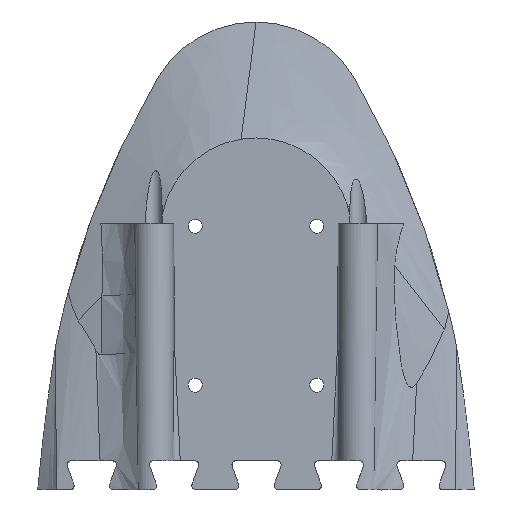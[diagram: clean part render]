
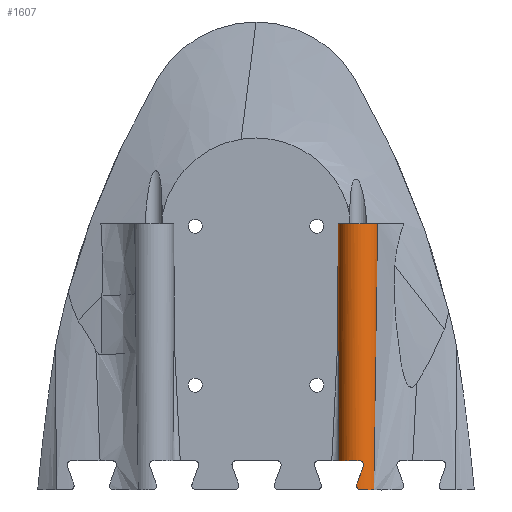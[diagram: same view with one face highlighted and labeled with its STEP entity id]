
A CAD part, front view. The second image highlights one B-rep face of the part: STEP entity #1607.
In plain terms, the highlighted cylindrical face has radius 7 mm (diameter 14 mm), a partial arc.
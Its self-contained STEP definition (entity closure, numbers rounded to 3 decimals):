
#61=CIRCLE('',#1710,7.);
#76=CIRCLE('',#1747,7.);
#86=CIRCLE('',#1763,7.);
#116=ELLIPSE('',#1706,20.467,7.);
#196=FACE_OUTER_BOUND('',#284,.T.);
#284=EDGE_LOOP('',(#1261,#1262,#1263,#1264,#1265,#1266,#1267,#1268));
#538=B_SPLINE_CURVE_WITH_KNOTS('',3,(#2460,#2461,#2462,#2463,#2464,#2465,
#2466,#2467,#2468,#2469,#2470,#2471),.UNSPECIFIED.,.F.,.F.,(4,2,2,2,2,4),
(0.227,0.283,0.34,0.397,
0.454,0.504),.UNSPECIFIED.);
#540=B_SPLINE_CURVE_WITH_KNOTS('',3,(#2495,#2496,#2497,#2498,#2499,#2500,
#2501,#2502,#2503,#2504,#2505,#2506,#2507),.UNSPECIFIED.,.F.,.F.,(4,3,2,
2,2,4),(-0.05,0.,0.057,0.113,0.17,
0.226),.UNSPECIFIED.);
#572=B_SPLINE_CURVE_WITH_KNOTS('',3,(#3290,#3291,#3292,#3293,#3294,#3295),
 .UNSPECIFIED.,.F.,.F.,(4,1,1,4),(-8.052,-4.601,-2.3,
0.),.UNSPECIFIED.);
#573=B_SPLINE_CURVE_WITH_KNOTS('',3,(#3298,#3299,#3300,#3301,#3302),
 .UNSPECIFIED.,.F.,.F.,(4,1,4),(-1.008,2.844,8.087),
 .UNSPECIFIED.);
#647=VERTEX_POINT('',#2457);
#648=VERTEX_POINT('',#2459);
#650=VERTEX_POINT('',#2476);
#652=VERTEX_POINT('',#2493);
#657=VERTEX_POINT('',#2517);
#705=VERTEX_POINT('',#3068);
#714=VERTEX_POINT('',#3223);
#725=VERTEX_POINT('',#3297);
#830=EDGE_CURVE('',#648,#647,#538,.T.);
#834=EDGE_CURVE('',#647,#650,#116,.T.);
#837=EDGE_CURVE('',#650,#652,#540,.T.);
#843=EDGE_CURVE('',#652,#657,#61,.T.);
#912=EDGE_CURVE('',#705,#648,#76,.T.);
#940=EDGE_CURVE('',#705,#714,#572,.T.);
#941=EDGE_CURVE('',#725,#657,#573,.T.);
#942=EDGE_CURVE('',#714,#725,#86,.T.);
#1261=ORIENTED_EDGE('',*,*,#912,.T.);
#1262=ORIENTED_EDGE('',*,*,#830,.T.);
#1263=ORIENTED_EDGE('',*,*,#834,.T.);
#1264=ORIENTED_EDGE('',*,*,#837,.T.);
#1265=ORIENTED_EDGE('',*,*,#843,.T.);
#1266=ORIENTED_EDGE('',*,*,#941,.F.);
#1267=ORIENTED_EDGE('',*,*,#942,.F.);
#1268=ORIENTED_EDGE('',*,*,#940,.F.);
#1543=CYLINDRICAL_SURFACE('',#1762,7.);
#1607=ADVANCED_FACE('',(#196),#1543,.T.);
#1706=AXIS2_PLACEMENT_3D('',#2478,#1936,#1937);
#1710=AXIS2_PLACEMENT_3D('',#2549,#1948,#1949);
#1747=AXIS2_PLACEMENT_3D('',#3069,#2052,#2053);
#1762=AXIS2_PLACEMENT_3D('',#3296,#2092,#2093);
#1763=AXIS2_PLACEMENT_3D('',#3303,#2094,#2095);
#1936=DIRECTION('center_axis',(0.94,0.,-0.342));
#1937=DIRECTION('ref_axis',(0.342,0.,0.94));
#1948=DIRECTION('center_axis',(0.,0.,1.));
#1949=DIRECTION('ref_axis',(1.,0.,0.));
#2052=DIRECTION('center_axis',(0.,0.,1.));
#2053=DIRECTION('ref_axis',(1.,0.,0.));
#2092=DIRECTION('center_axis',(0.,0.,-1.));
#2093=DIRECTION('ref_axis',(1.,0.,0.));
#2094=DIRECTION('center_axis',(0.,0.,1.));
#2095=DIRECTION('ref_axis',(1.,0.,0.));
#2457=CARTESIAN_POINT('',(36.064,-14.847,137.47));
#2459=CARTESIAN_POINT('',(34.655,-15.,139.483));
#2460=CARTESIAN_POINT('Ctrl Pts',(34.655,-15.,139.483));
#2461=CARTESIAN_POINT('Ctrl Pts',(34.844,-14.999,139.483));
#2462=CARTESIAN_POINT('Ctrl Pts',(35.045,-14.989,139.445));
#2463=CARTESIAN_POINT('Ctrl Pts',(35.415,-14.956,139.292));
#2464=CARTESIAN_POINT('Ctrl Pts',(35.583,-14.933,139.176));
#2465=CARTESIAN_POINT('Ctrl Pts',(35.848,-14.891,138.911));
#2466=CARTESIAN_POINT('Ctrl Pts',(35.964,-14.868,138.742));
#2467=CARTESIAN_POINT('Ctrl Pts',(36.117,-14.836,138.373));
#2468=CARTESIAN_POINT('Ctrl Pts',(36.155,-14.827,138.172));
#2469=CARTESIAN_POINT('Ctrl Pts',(36.155,-14.827,137.815));
#2470=CARTESIAN_POINT('Ctrl Pts',(36.125,-14.834,137.637));
#2471=CARTESIAN_POINT('Ctrl Pts',(36.064,-14.847,137.47));
#2476=CARTESIAN_POINT('',(33.89,-14.963,131.496));
#2478=CARTESIAN_POINT('Origin',(34.609,-8.,133.471));
#2493=CARTESIAN_POINT('',(35.3,-14.966,129.483));
#2495=CARTESIAN_POINT('Ctrl Pts',(33.89,-14.963,131.496));
#2496=CARTESIAN_POINT('Ctrl Pts',(33.829,-14.957,131.329));
#2497=CARTESIAN_POINT('Ctrl Pts',(33.8,-14.953,131.151));
#2498=CARTESIAN_POINT('Ctrl Pts',(33.8,-14.953,130.983));
#2499=CARTESIAN_POINT('Ctrl Pts',(33.8,-14.953,130.794));
#2500=CARTESIAN_POINT('Ctrl Pts',(33.837,-14.958,130.593));
#2501=CARTESIAN_POINT('Ctrl Pts',(33.991,-14.973,130.223));
#2502=CARTESIAN_POINT('Ctrl Pts',(34.107,-14.983,130.054));
#2503=CARTESIAN_POINT('Ctrl Pts',(34.373,-14.997,129.788));
#2504=CARTESIAN_POINT('Ctrl Pts',(34.542,-15.002,129.673));
#2505=CARTESIAN_POINT('Ctrl Pts',(34.912,-14.996,129.52));
#2506=CARTESIAN_POINT('Ctrl Pts',(35.112,-14.984,129.483));
#2507=CARTESIAN_POINT('Ctrl Pts',(35.3,-14.966,129.483));
#2517=CARTESIAN_POINT('',(39.611,-12.897,129.483));
#2549=CARTESIAN_POINT('Origin',(34.609,-8.,129.483));
#3068=CARTESIAN_POINT('',(27.873,-9.903,139.483));
#3069=CARTESIAN_POINT('Origin',(34.609,-8.,139.483));
#3223=CARTESIAN_POINT('',(27.609,-8.,220.));
#3290=CARTESIAN_POINT('Ctrl Pts',(27.873,-9.903,139.483));
#3291=CARTESIAN_POINT('Ctrl Pts',(27.706,-9.315,150.985));
#3292=CARTESIAN_POINT('Ctrl Pts',(27.608,-8.439,170.156));
#3293=CARTESIAN_POINT('Ctrl Pts',(27.611,-8.001,196.995));
#3294=CARTESIAN_POINT('Ctrl Pts',(27.609,-8.,212.332));
#3295=CARTESIAN_POINT('Ctrl Pts',(27.609,-8.,220.));
#3296=CARTESIAN_POINT('Origin',(34.609,-8.,220.));
#3297=CARTESIAN_POINT('',(40.9,-11.069,220.));
#3298=CARTESIAN_POINT('Ctrl Pts',(40.9,-11.069,220.));
#3299=CARTESIAN_POINT('Ctrl Pts',(40.804,-11.266,207.187));
#3300=CARTESIAN_POINT('Ctrl Pts',(40.518,-11.797,176.959));
#3301=CARTESIAN_POINT('Ctrl Pts',(40.018,-12.481,146.812));
#3302=CARTESIAN_POINT('Ctrl Pts',(39.611,-12.897,129.483));
#3303=CARTESIAN_POINT('Origin',(34.609,-8.,220.));
